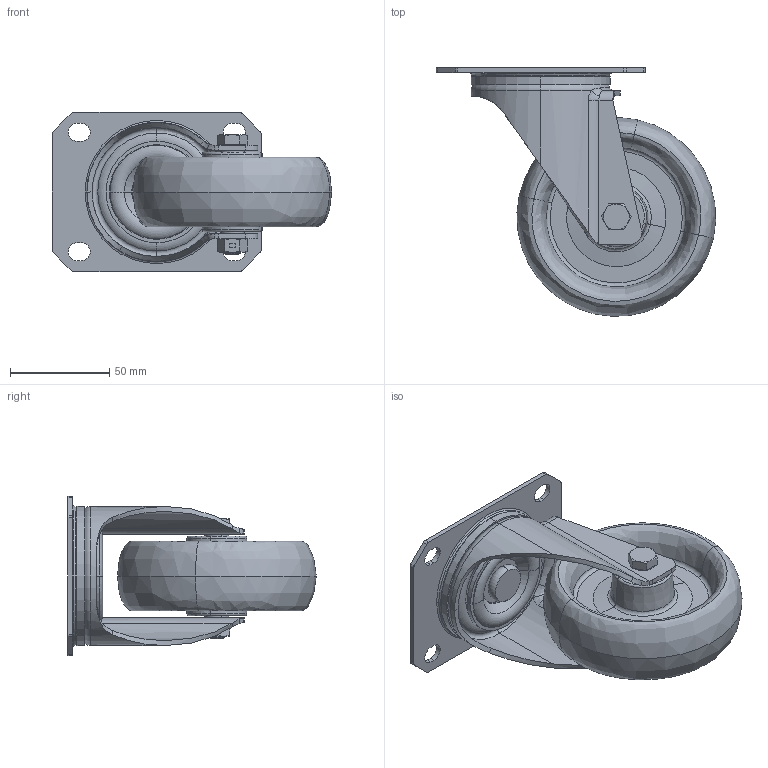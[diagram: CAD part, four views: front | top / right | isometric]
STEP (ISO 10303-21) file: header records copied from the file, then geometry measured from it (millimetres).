
FILE_DESCRIPTION (( 'STEP AP214' ), '1' );
FILE_NAME ('0056059.step', '2023-06-21T11:16:11', ( '' ), ( '' ), 'SwSTEP 2.0', 'SolidWorks 2020', '' );
FILE_SCHEMA (( 'AUTOMOTIVE_DESIGN' ));
Length unit declared in the file: millimetre
Products named in the file (1): 0056059
Bounding box: 140.46 x 124.96 x 80 mm (x, y, z)
Volume: 215579.2 mm3; surface area: 88689 mm2
Topology: 7 solids, 7 shells, 469 faces, 1108 edges, 684 vertices
Faces by surface type: plane 187, torus 84, cylinder 75, bspline 67, cone 56
Entity records: 22130 total; most frequent: CARTESIAN_POINT 6362, ORIENTED_EDGE 2216, DIRECTION 2110, EDGE_CURVE 1108, AXIS2_PLACEMENT_3D 792, VERTEX_POINT 684, VECTOR 526, LINE 526
